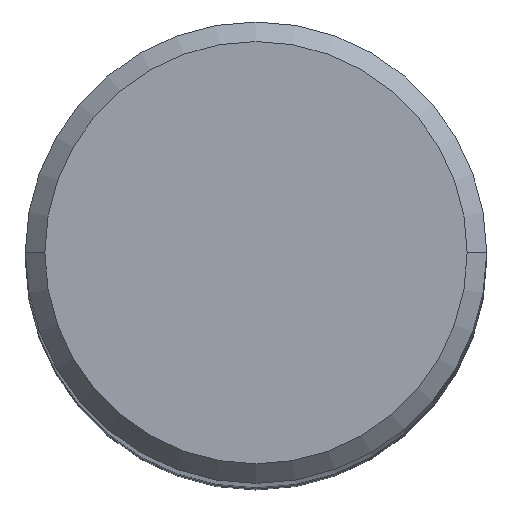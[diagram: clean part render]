
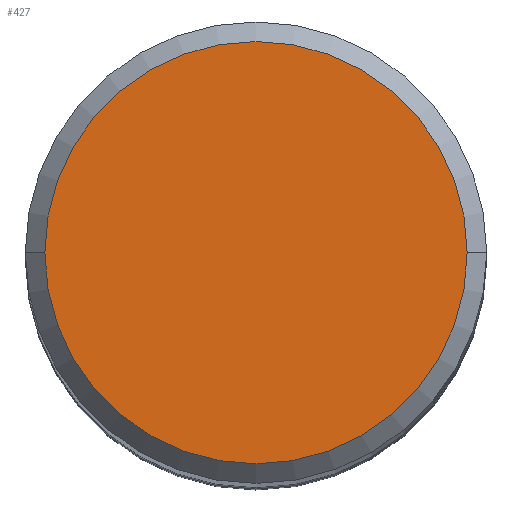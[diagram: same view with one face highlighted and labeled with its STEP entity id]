
A CAD part, top view. The second image highlights one B-rep face of the part: STEP entity #427.
In plain terms, the highlighted planar face has unit normal (0, 0, 1).
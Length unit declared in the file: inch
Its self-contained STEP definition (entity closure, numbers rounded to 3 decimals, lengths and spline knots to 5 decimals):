
#38 = CARTESIAN_POINT ( 'NONE',  ( 0., 0., 0. ) ) ;
#53 = CIRCLE ( 'NONE', #523, 0.2162 ) ;
#54 = CARTESIAN_POINT ( 'NONE',  ( -0.2162, 0., 0. ) ) ;
#72 = PLANE ( 'NONE',  #313 ) ;
#76 = DIRECTION ( 'NONE',  ( 0., 0., 1. ) ) ;
#198 = CARTESIAN_POINT ( 'NONE',  ( 0.2162, 0., 0. ) ) ;
#208 = ORIENTED_EDGE ( 'NONE', *, *, #537, .T. ) ;
#213 = VERTEX_POINT ( 'NONE', #54 ) ;
#237 = DIRECTION ( 'NONE',  ( -1., 0., 0. ) ) ;
#300 = CIRCLE ( 'NONE', #387, 0.2162 ) ;
#313 = AXIS2_PLACEMENT_3D ( 'NONE', #366, #322, #237 ) ;
#322 = DIRECTION ( 'NONE',  ( 0., 0., -1. ) ) ;
#339 = DIRECTION ( 'NONE',  ( 1., 0., 0. ) ) ;
#344 = VERTEX_POINT ( 'NONE', #198 ) ;
#347 = ORIENTED_EDGE ( 'NONE', *, *, #503, .T. ) ;
#366 = CARTESIAN_POINT ( 'NONE',  ( 0., 0.2162, 0. ) ) ;
#387 = AXIS2_PLACEMENT_3D ( 'NONE', #553, #76, #472 ) ;
#427 = ADVANCED_FACE ( 'NONE', ( #463 ), #72, .F. ) ;
#463 = FACE_OUTER_BOUND ( 'NONE', #470, .T. ) ;
#470 = EDGE_LOOP ( 'NONE', ( #208, #347 ) ) ;
#472 = DIRECTION ( 'NONE',  ( 1., 0., 0. ) ) ;
#503 = EDGE_CURVE ( 'NONE', #344, #213, #300, .T. ) ;
#523 = AXIS2_PLACEMENT_3D ( 'NONE', #38, #554, #339 ) ;
#537 = EDGE_CURVE ( 'NONE', #213, #344, #53, .T. ) ;
#553 = CARTESIAN_POINT ( 'NONE',  ( 0., 0., 0. ) ) ;
#554 = DIRECTION ( 'NONE',  ( 0., 0., 1. ) ) ;
